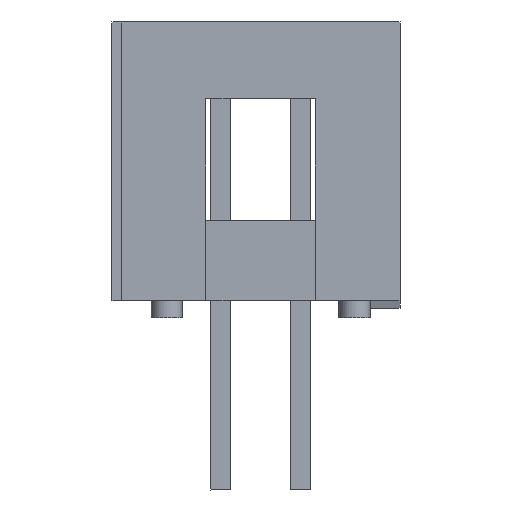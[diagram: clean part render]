
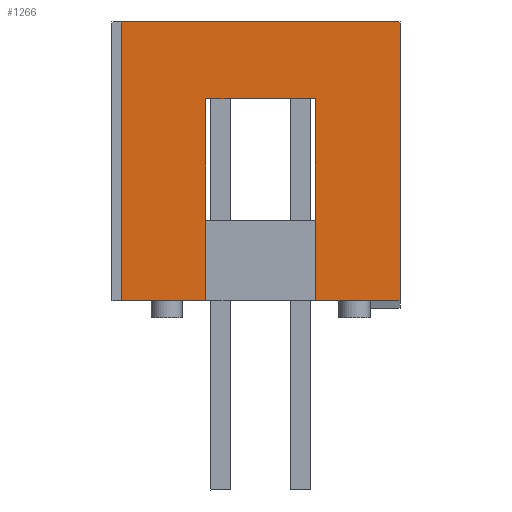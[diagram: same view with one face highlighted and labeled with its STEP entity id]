
A CAD part, left-side view. The second image highlights one B-rep face of the part: STEP entity #1266.
In plain terms, the highlighted planar face has unit normal (-1, 0, 0).
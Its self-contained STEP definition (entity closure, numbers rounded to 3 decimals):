
#1266=ADVANCED_FACE('',(#1681),#1475,.T.);
#1475=PLANE('',#5168);
#1681=FACE_OUTER_BOUND('',#1912,.T.);
#1912=EDGE_LOOP('',(#2725,#2726,#2727,#2728,#2729,#2730,#2731,#2732));
#2725=ORIENTED_EDGE('',*,*,#3829,.T.);
#2726=ORIENTED_EDGE('',*,*,#3826,.T.);
#2727=ORIENTED_EDGE('',*,*,#3830,.T.);
#2728=ORIENTED_EDGE('',*,*,#3831,.T.);
#2729=ORIENTED_EDGE('',*,*,#3832,.T.);
#2730=ORIENTED_EDGE('',*,*,#3833,.F.);
#2731=ORIENTED_EDGE('',*,*,#3834,.T.);
#2732=ORIENTED_EDGE('',*,*,#3760,.T.);
#3288=VERTEX_POINT('',#6946);
#3289=VERTEX_POINT('',#6948);
#3335=VERTEX_POINT('',#7079);
#3336=VERTEX_POINT('',#7080);
#3337=VERTEX_POINT('',#7087);
#3338=VERTEX_POINT('',#7089);
#3339=VERTEX_POINT('',#7091);
#3340=VERTEX_POINT('',#7093);
#3760=EDGE_CURVE('',#3289,#3288,#4286,.T.);
#3826=EDGE_CURVE('',#3335,#3336,#4352,.T.);
#3829=EDGE_CURVE('',#3288,#3335,#4355,.T.);
#3830=EDGE_CURVE('',#3336,#3337,#4356,.T.);
#3831=EDGE_CURVE('',#3337,#3338,#4357,.T.);
#3832=EDGE_CURVE('',#3338,#3339,#4358,.T.);
#3833=EDGE_CURVE('',#3340,#3339,#4359,.T.);
#3834=EDGE_CURVE('',#3340,#3289,#4360,.T.);
#4286=LINE('',#6947,#4808);
#4352=LINE('',#7078,#4874);
#4355=LINE('',#7084,#4877);
#4356=LINE('',#7086,#4878);
#4357=LINE('',#7088,#4879);
#4358=LINE('',#7090,#4880);
#4359=LINE('',#7092,#4881);
#4360=LINE('',#7094,#4882);
#4808=VECTOR('',#5887,1.);
#4874=VECTOR('',#5991,1.);
#4877=VECTOR('',#5996,1.);
#4878=VECTOR('',#5999,1.);
#4879=VECTOR('',#6000,1.);
#4880=VECTOR('',#6001,1.);
#4881=VECTOR('',#6002,1.);
#4882=VECTOR('',#6003,1.);
#5168=AXIS2_PLACEMENT_3D('',#7095,#6004,#6005);
#5887=DIRECTION('',(0.,0.,1.));
#5991=DIRECTION('',(0.,0.,-1.));
#5996=DIRECTION('',(0.,-1.,0.));
#5999=DIRECTION('',(0.,-1.,0.));
#6000=DIRECTION('',(0.,0.,1.));
#6001=DIRECTION('',(0.,1.,0.));
#6002=DIRECTION('',(0.,0.,1.));
#6003=DIRECTION('',(0.,-1.,0.));
#6004=DIRECTION('',(-1.,0.,0.));
#6005=DIRECTION('',(0.,-1.,0.));
#6946=CARTESIAN_POINT('',(-12.7,1.75,-2.45));
#6947=CARTESIAN_POINT('',(-12.7,1.75,-8.9));
#6948=CARTESIAN_POINT('',(-12.7,1.75,-8.9));
#7078=CARTESIAN_POINT('',(-12.7,-1.75,-2.45));
#7079=CARTESIAN_POINT('',(-12.7,-1.75,-2.45));
#7080=CARTESIAN_POINT('',(-12.7,-1.75,-8.9));
#7084=CARTESIAN_POINT('',(-12.7,1.75,-2.45));
#7086=CARTESIAN_POINT('',(-12.7,-1.75,-8.9));
#7087=CARTESIAN_POINT('',(-12.7,-4.45,-8.9));
#7088=CARTESIAN_POINT('',(-12.7,-4.45,-8.9));
#7089=CARTESIAN_POINT('',(-12.7,-4.45,0.));
#7090=CARTESIAN_POINT('',(-12.7,-4.45,0.));
#7091=CARTESIAN_POINT('',(-12.7,4.45,0.));
#7092=CARTESIAN_POINT('',(-12.7,4.45,-8.9));
#7093=CARTESIAN_POINT('',(-12.7,4.45,-8.9));
#7094=CARTESIAN_POINT('',(-12.7,4.45,-8.9));
#7095=CARTESIAN_POINT('',(-12.7,4.45,-8.9));
